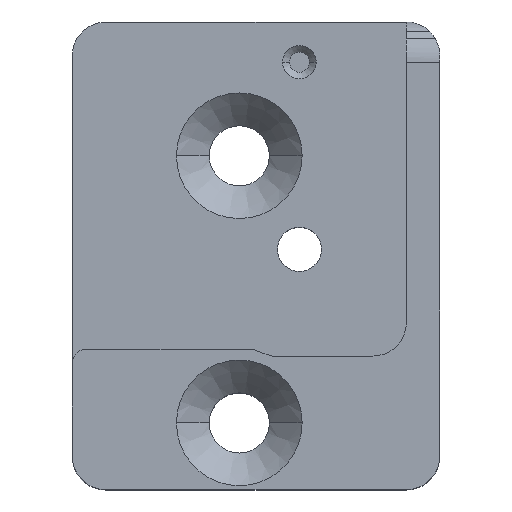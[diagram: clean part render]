
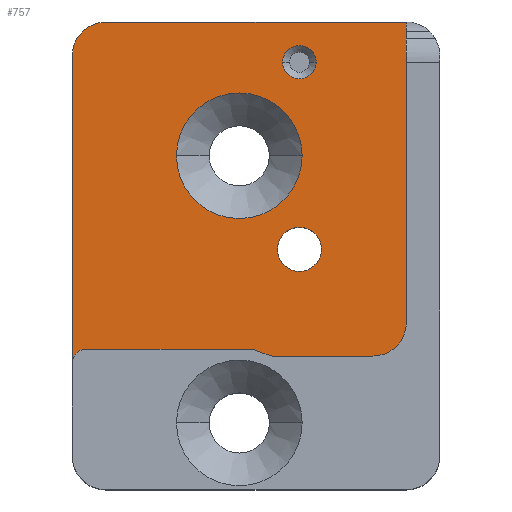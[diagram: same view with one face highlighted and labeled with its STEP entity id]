
A CAD part, top view. The second image highlights one B-rep face of the part: STEP entity #757.
In plain terms, the highlighted planar face has unit normal (0, 0, 1).
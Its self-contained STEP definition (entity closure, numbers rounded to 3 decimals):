
#6 = VERTEX_POINT ( 'NONE', #824 ) ;
#10 = PLANE ( 'NONE',  #253 ) ;
#13 = AXIS2_PLACEMENT_3D ( 'NONE', #736, #319, #131 ) ;
#14 = CARTESIAN_POINT ( 'NONE',  ( 12.5, 25., 5. ) ) ;
#19 = DIRECTION ( 'NONE',  ( -1., 0., 0. ) ) ;
#33 = DIRECTION ( 'NONE',  ( -1., 0., 0. ) ) ;
#61 = ORIENTED_EDGE ( 'NONE', *, *, #571, .F. ) ;
#94 = FACE_OUTER_BOUND ( 'NONE', #1075, .T. ) ;
#100 = DIRECTION ( 'NONE',  ( 0., 1., 0. ) ) ;
#105 = CARTESIAN_POINT ( 'NONE',  ( 25., 35., 5. ) ) ;
#110 = CARTESIAN_POINT ( 'NONE',  ( 0., 10., 5. ) ) ;
#131 = DIRECTION ( 'NONE',  ( -1., 0., 0. ) ) ;
#133 = AXIS2_PLACEMENT_3D ( 'NONE', #184, #187, #521 ) ;
#146 = VERTEX_POINT ( 'NONE', #631 ) ;
#159 = DIRECTION ( 'NONE',  ( -1., 0., 0. ) ) ;
#163 = AXIS2_PLACEMENT_3D ( 'NONE', #633, #1040, #958 ) ;
#166 = CIRCLE ( 'NONE', #1019, 4.7 ) ;
#184 = CARTESIAN_POINT ( 'NONE',  ( 17., 32., 5. ) ) ;
#187 = DIRECTION ( 'NONE',  ( 0., 0., -1. ) ) ;
#188 = CARTESIAN_POINT ( 'NONE',  ( 17., 18., 5. ) ) ;
#189 = DIRECTION ( 'NONE',  ( -1., 0., 0. ) ) ;
#202 = EDGE_CURVE ( 'NONE', #891, #207, #288, .T. ) ;
#207 = VERTEX_POINT ( 'NONE', #847 ) ;
#226 = VERTEX_POINT ( 'NONE', #679 ) ;
#234 = ORIENTED_EDGE ( 'NONE', *, *, #870, .F. ) ;
#241 = VERTEX_POINT ( 'NONE', #584 ) ;
#253 = AXIS2_PLACEMENT_3D ( 'NONE', #820, #506, #159 ) ;
#272 = DIRECTION ( 'NONE',  ( 0., 0., -1. ) ) ;
#273 = CIRCLE ( 'NONE', #13, 1.25 ) ;
#279 = DIRECTION ( 'NONE',  ( 0., 0., -1. ) ) ;
#288 = CIRCLE ( 'NONE', #133, 1.25 ) ;
#291 = VECTOR ( 'NONE', #19, 1000. ) ;
#303 = CARTESIAN_POINT ( 'NONE',  ( 0., 10.5, 5. ) ) ;
#319 = DIRECTION ( 'NONE',  ( 0., 0., -1. ) ) ;
#327 = FACE_BOUND ( 'NONE', #446, .T. ) ;
#328 = DIRECTION ( 'NONE',  ( 1., 0., 0. ) ) ;
#330 = EDGE_CURVE ( 'NONE', #976, #453, #969, .T. ) ;
#337 = ORIENTED_EDGE ( 'NONE', *, *, #703, .F. ) ;
#346 = ORIENTED_EDGE ( 'NONE', *, *, #648, .T. ) ;
#348 = CARTESIAN_POINT ( 'NONE',  ( 25., 0., 5. ) ) ;
#377 = VECTOR ( 'NONE', #189, 1000. ) ;
#380 = ORIENTED_EDGE ( 'NONE', *, *, #1059, .F. ) ;
#403 = LINE ( 'NONE', #303, #829 ) ;
#411 = VERTEX_POINT ( 'NONE', #586 ) ;
#431 = DIRECTION ( 'NONE',  ( 0., 0., 1. ) ) ;
#439 = CARTESIAN_POINT ( 'NONE',  ( 15.75, 32., 5. ) ) ;
#440 = CARTESIAN_POINT ( 'NONE',  ( 0., 0., 5. ) ) ;
#446 = EDGE_LOOP ( 'NONE', ( #380, #1054 ) ) ;
#453 = VERTEX_POINT ( 'NONE', #698 ) ;
#463 = CIRCLE ( 'NONE', #163, 1.65 ) ;
#471 = CARTESIAN_POINT ( 'NONE',  ( 0., 9.5, 5. ) ) ;
#473 = EDGE_CURVE ( 'NONE', #411, #1005, #1012, .T. ) ;
#479 = EDGE_CURVE ( 'NONE', #881, #714, #544, .T. ) ;
#482 = DIRECTION ( 'NONE',  ( 1., 0., 0. ) ) ;
#490 = DIRECTION ( 'NONE',  ( -1., 0., 0. ) ) ;
#506 = DIRECTION ( 'NONE',  ( 0., 0., -1. ) ) ;
#519 = CARTESIAN_POINT ( 'NONE',  ( 22.5, 12.5, 5. ) ) ;
#521 = DIRECTION ( 'NONE',  ( -1., 0., 0. ) ) ;
#531 = AXIS2_PLACEMENT_3D ( 'NONE', #188, #272, #773 ) ;
#537 = AXIS2_PLACEMENT_3D ( 'NONE', #903, #839, #490 ) ;
#541 = ORIENTED_EDGE ( 'NONE', *, *, #602, .F. ) ;
#544 = LINE ( 'NONE', #604, #377 ) ;
#555 = EDGE_CURVE ( 'NONE', #1005, #1049, #1034, .T. ) ;
#563 = DIRECTION ( 'NONE',  ( 1., 0., 0. ) ) ;
#571 = EDGE_CURVE ( 'NONE', #6, #146, #854, .T. ) ;
#574 = CIRCLE ( 'NONE', #1017, 1.65 ) ;
#584 = CARTESIAN_POINT ( 'NONE',  ( 15.35, 18., 5. ) ) ;
#586 = CARTESIAN_POINT ( 'NONE',  ( 0., 32.5, 5. ) ) ;
#602 = EDGE_CURVE ( 'NONE', #453, #976, #166, .T. ) ;
#604 = CARTESIAN_POINT ( 'NONE',  ( 0., 35., 5. ) ) ;
#621 = CIRCLE ( 'NONE', #531, 8.25 ) ;
#627 = DIRECTION ( 'NONE',  ( 0., -1., 0. ) ) ;
#631 = CARTESIAN_POINT ( 'NONE',  ( 14.984, 10., 5. ) ) ;
#633 = CARTESIAN_POINT ( 'NONE',  ( 17., 18., 5. ) ) ;
#642 = CARTESIAN_POINT ( 'NONE',  ( 13.563, 10.5, 5. ) ) ;
#645 = CARTESIAN_POINT ( 'NONE',  ( 1., 10.5, 5. ) ) ;
#648 = EDGE_CURVE ( 'NONE', #207, #891, #273, .T. ) ;
#650 = VERTEX_POINT ( 'NONE', #642 ) ;
#657 = DIRECTION ( 'NONE',  ( -1., 0., 0. ) ) ;
#679 = CARTESIAN_POINT ( 'NONE',  ( 18.65, 18., 5. ) ) ;
#689 = CIRCLE ( 'NONE', #1068, 2.5 ) ;
#692 = CIRCLE ( 'NONE', #537, 2.5 ) ;
#694 = DIRECTION ( 'NONE',  ( -1., 0., 0. ) ) ;
#698 = CARTESIAN_POINT ( 'NONE',  ( 7.8, 25., 5. ) ) ;
#700 = ORIENTED_EDGE ( 'NONE', *, *, #862, .T. ) ;
#703 = EDGE_CURVE ( 'NONE', #650, #1049, #403, .T. ) ;
#711 = CARTESIAN_POINT ( 'NONE',  ( 12.5, 25., 5. ) ) ;
#714 = VERTEX_POINT ( 'NONE', #805 ) ;
#724 = EDGE_LOOP ( 'NONE', ( #957, #541 ) ) ;
#732 = AXIS2_PLACEMENT_3D ( 'NONE', #14, #844, #328 ) ;
#734 = AXIS2_PLACEMENT_3D ( 'NONE', #780, #279, #33 ) ;
#736 = CARTESIAN_POINT ( 'NONE',  ( 17., 32., 5. ) ) ;
#754 = ORIENTED_EDGE ( 'NONE', *, *, #929, .T. ) ;
#757 = ADVANCED_FACE ( 'NONE', ( #922, #327, #1067, #94 ), #10, .F. ) ;
#773 = DIRECTION ( 'NONE',  ( -1., 0., 0. ) ) ;
#780 = CARTESIAN_POINT ( 'NONE',  ( 1., 9.5, 5. ) ) ;
#787 = VERTEX_POINT ( 'NONE', #913 ) ;
#794 = ORIENTED_EDGE ( 'NONE', *, *, #819, .T. ) ;
#805 = CARTESIAN_POINT ( 'NONE',  ( 2.5, 35., 5. ) ) ;
#819 = EDGE_CURVE ( 'NONE', #714, #411, #692, .T. ) ;
#820 = CARTESIAN_POINT ( 'NONE',  ( 0., 0., 5. ) ) ;
#824 = CARTESIAN_POINT ( 'NONE',  ( 22.5, 10., 5. ) ) ;
#829 = VECTOR ( 'NONE', #657, 1000. ) ;
#839 = DIRECTION ( 'NONE',  ( 0., 0., 1. ) ) ;
#844 = DIRECTION ( 'NONE',  ( 0., 0., 1. ) ) ;
#847 = CARTESIAN_POINT ( 'NONE',  ( 18.25, 32., 5. ) ) ;
#854 = LINE ( 'NONE', #110, #291 ) ;
#856 = LINE ( 'NONE', #348, #986 ) ;
#861 = ORIENTED_EDGE ( 'NONE', *, *, #473, .T. ) ;
#862 = EDGE_CURVE ( 'NONE', #6, #787, #689, .T. ) ;
#867 = CARTESIAN_POINT ( 'NONE',  ( 17.2, 25., 5. ) ) ;
#870 = EDGE_CURVE ( 'NONE', #146, #650, #621, .T. ) ;
#873 = DIRECTION ( 'NONE',  ( 0., 0., 1. ) ) ;
#881 = VERTEX_POINT ( 'NONE', #105 ) ;
#887 = CARTESIAN_POINT ( 'NONE',  ( 17., 18., 5. ) ) ;
#888 = DIRECTION ( 'NONE',  ( 0., 0., 1. ) ) ;
#891 = VERTEX_POINT ( 'NONE', #439 ) ;
#903 = CARTESIAN_POINT ( 'NONE',  ( 2.5, 32.5, 5. ) ) ;
#913 = CARTESIAN_POINT ( 'NONE',  ( 25., 12.5, 5. ) ) ;
#922 = FACE_BOUND ( 'NONE', #930, .T. ) ;
#929 = EDGE_CURVE ( 'NONE', #787, #881, #856, .T. ) ;
#930 = EDGE_LOOP ( 'NONE', ( #346, #1030 ) ) ;
#934 = VECTOR ( 'NONE', #627, 1000. ) ;
#957 = ORIENTED_EDGE ( 'NONE', *, *, #330, .F. ) ;
#958 = DIRECTION ( 'NONE',  ( 1., 0., 0. ) ) ;
#969 = CIRCLE ( 'NONE', #732, 4.7 ) ;
#976 = VERTEX_POINT ( 'NONE', #867 ) ;
#986 = VECTOR ( 'NONE', #100, 1000. ) ;
#1005 = VERTEX_POINT ( 'NONE', #471 ) ;
#1010 = ORIENTED_EDGE ( 'NONE', *, *, #479, .T. ) ;
#1012 = LINE ( 'NONE', #440, #934 ) ;
#1017 = AXIS2_PLACEMENT_3D ( 'NONE', #887, #873, #563 ) ;
#1019 = AXIS2_PLACEMENT_3D ( 'NONE', #711, #888, #482 ) ;
#1030 = ORIENTED_EDGE ( 'NONE', *, *, #202, .T. ) ;
#1034 = CIRCLE ( 'NONE', #734, 1. ) ;
#1040 = DIRECTION ( 'NONE',  ( 0., 0., 1. ) ) ;
#1049 = VERTEX_POINT ( 'NONE', #645 ) ;
#1054 = ORIENTED_EDGE ( 'NONE', *, *, #1065, .F. ) ;
#1058 = ORIENTED_EDGE ( 'NONE', *, *, #555, .T. ) ;
#1059 = EDGE_CURVE ( 'NONE', #226, #241, #574, .T. ) ;
#1065 = EDGE_CURVE ( 'NONE', #241, #226, #463, .T. ) ;
#1067 = FACE_BOUND ( 'NONE', #724, .T. ) ;
#1068 = AXIS2_PLACEMENT_3D ( 'NONE', #519, #431, #694 ) ;
#1075 = EDGE_LOOP ( 'NONE', ( #61, #700, #754, #1010, #794, #861, #1058, #337, #234 ) ) ;
